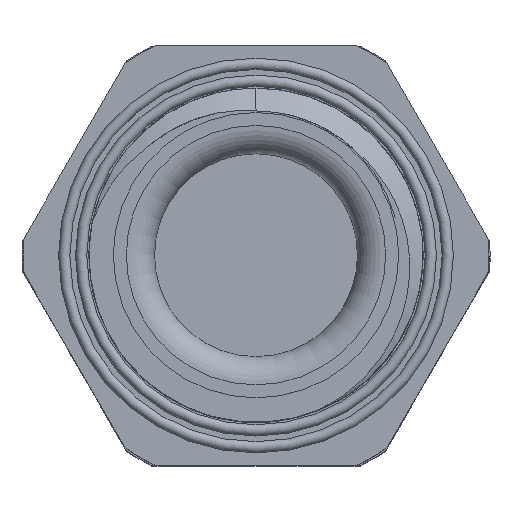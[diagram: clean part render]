
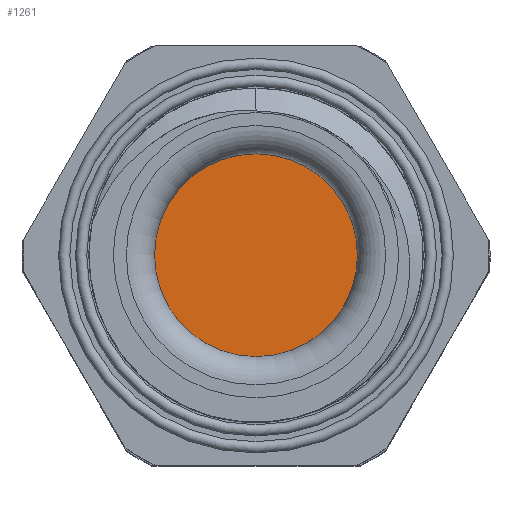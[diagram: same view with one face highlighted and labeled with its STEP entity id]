
A CAD part, top view. The second image highlights one B-rep face of the part: STEP entity #1261.
In plain terms, the highlighted planar face has unit normal (0, 0, 1).
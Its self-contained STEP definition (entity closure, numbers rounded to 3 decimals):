
#50=PLANE('',#1359);
#90=FACE_OUTER_BOUND('',#167,.T.);
#167=EDGE_LOOP('',(#881));
#245=CIRCLE('',#1358,3.6);
#537=VERTEX_POINT('',#2793);
#674=EDGE_CURVE('',#537,#537,#245,.T.);
#881=ORIENTED_EDGE('',*,*,#674,.F.);
#1261=ADVANCED_FACE('',(#90),#50,.F.);
#1358=AXIS2_PLACEMENT_3D('',#2795,#1505,#1506);
#1359=AXIS2_PLACEMENT_3D('',#2796,#1507,#1508);
#1505=DIRECTION('center_axis',(0.,0.,-1.));
#1506=DIRECTION('ref_axis',(0.,1.,0.));
#1507=DIRECTION('center_axis',(0.,0.,-1.));
#1508=DIRECTION('ref_axis',(0.,-1.,0.));
#2793=CARTESIAN_POINT('',(0.,3.6,-2.));
#2795=CARTESIAN_POINT('Origin',(0.,0.,-2.));
#2796=CARTESIAN_POINT('Origin',(0.,0.,-2.));
